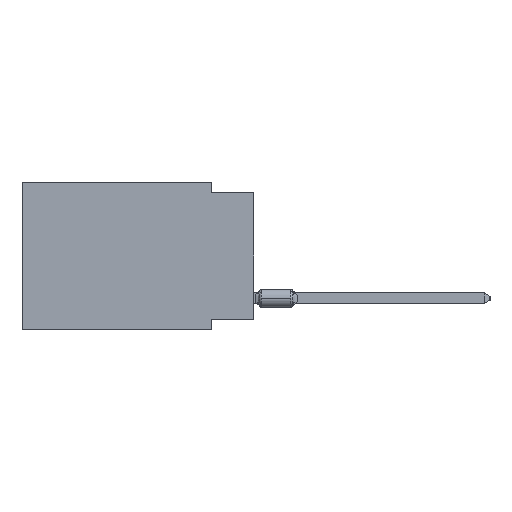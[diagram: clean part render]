
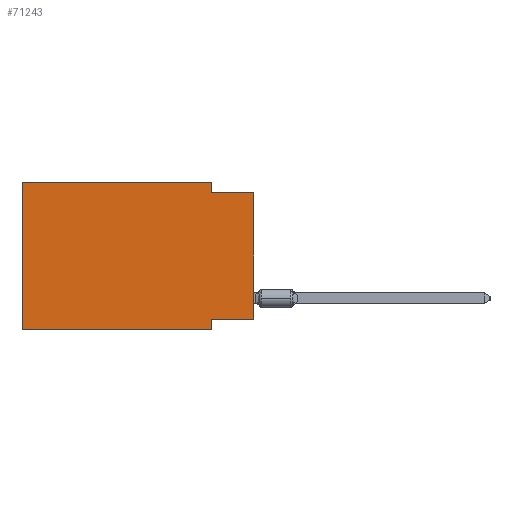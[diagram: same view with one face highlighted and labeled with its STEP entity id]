
A CAD part, left-side view. The second image highlights one B-rep face of the part: STEP entity #71243.
In plain terms, the highlighted planar face has unit normal (-1, 0, 0).
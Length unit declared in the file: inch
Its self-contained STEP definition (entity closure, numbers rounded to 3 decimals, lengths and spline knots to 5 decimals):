
#2984 = CARTESIAN_POINT ( 'NONE',  ( 0., 0.1, 0. ) ) ;
#3622 = VECTOR ( 'NONE', #77266, 39.37008 ) ;
#4529 = EDGE_CURVE ( 'NONE', #74462, #39417, #43693, .T. ) ;
#5923 = DIRECTION ( 'NONE',  ( 0., 1., 0. ) ) ;
#5952 = VECTOR ( 'NONE', #9598, 39.37008 ) ;
#7728 = VERTEX_POINT ( 'NONE', #40781 ) ;
#8394 = AXIS2_PLACEMENT_3D ( 'NONE', #85218, #26734, #69469 ) ;
#9598 = DIRECTION ( 'NONE',  ( 0., -1., 0. ) ) ;
#9945 = FACE_OUTER_BOUND ( 'NONE', #104033, .T. ) ;
#10548 = CARTESIAN_POINT ( 'NONE',  ( 0., 0., -0.025 ) ) ;
#13004 = CARTESIAN_POINT ( 'NONE',  ( 0., 0., -0.325 ) ) ;
#13476 = CARTESIAN_POINT ( 'NONE',  ( 0., 0.1, -0.325 ) ) ;
#13919 = EDGE_CURVE ( 'NONE', #82930, #27668, #27201, .T. ) ;
#14238 = VECTOR ( 'NONE', #5923, 39.37008 ) ;
#16360 = LINE ( 'NONE', #58044, #33042 ) ;
#19118 = DIRECTION ( 'NONE',  ( 0., 0., -1. ) ) ;
#19618 = EDGE_CURVE ( 'NONE', #37664, #99497, #90476, .T. ) ;
#22756 = CARTESIAN_POINT ( 'NONE',  ( 0., 0.55, 0. ) ) ;
#26734 = DIRECTION ( 'NONE',  ( 1., 0., 0. ) ) ;
#26971 = DIRECTION ( 'NONE',  ( 0., -1., 0. ) ) ;
#27146 = ORIENTED_EDGE ( 'NONE', *, *, #91236, .F. ) ;
#27201 = LINE ( 'NONE', #45015, #50632 ) ;
#27668 = VERTEX_POINT ( 'NONE', #10548 ) ;
#29646 = VERTEX_POINT ( 'NONE', #13476 ) ;
#33042 = VECTOR ( 'NONE', #91135, 39.37008 ) ;
#35046 = CARTESIAN_POINT ( 'NONE',  ( 0., 0.1, 0. ) ) ;
#37664 = VERTEX_POINT ( 'NONE', #77933 ) ;
#39417 = VERTEX_POINT ( 'NONE', #56522 ) ;
#40687 = VECTOR ( 'NONE', #19118, 39.37008 ) ;
#40761 = ORIENTED_EDGE ( 'NONE', *, *, #59759, .F. ) ;
#40781 = CARTESIAN_POINT ( 'NONE',  ( 0., 0.1, -0.35 ) ) ;
#43693 = LINE ( 'NONE', #35046, #3622 ) ;
#44261 = LINE ( 'NONE', #70241, #86047 ) ;
#45015 = CARTESIAN_POINT ( 'NONE',  ( 0., 0., 0. ) ) ;
#50632 = VECTOR ( 'NONE', #69941, 39.37008 ) ;
#52121 = CARTESIAN_POINT ( 'NONE',  ( 0., 0.55, 0. ) ) ;
#54260 = EDGE_CURVE ( 'NONE', #37664, #7728, #16360, .T. ) ;
#56522 = CARTESIAN_POINT ( 'NONE',  ( 0., 0.1, -0.025 ) ) ;
#58044 = CARTESIAN_POINT ( 'NONE',  ( 0., 0.55, -0.35 ) ) ;
#59750 = PLANE ( 'NONE',  #8394 ) ;
#59759 = EDGE_CURVE ( 'NONE', #39417, #27668, #81643, .T. ) ;
#61767 = ORIENTED_EDGE ( 'NONE', *, *, #100378, .F. ) ;
#65774 = ORIENTED_EDGE ( 'NONE', *, *, #54260, .T. ) ;
#69469 = DIRECTION ( 'NONE',  ( 0., 0., -1. ) ) ;
#69941 = DIRECTION ( 'NONE',  ( 0., 0., 1. ) ) ;
#70241 = CARTESIAN_POINT ( 'NONE',  ( 0., 0.55, 0. ) ) ;
#71243 = ADVANCED_FACE ( 'NONE', ( #9945 ), #59750, .F. ) ;
#73606 = ORIENTED_EDGE ( 'NONE', *, *, #13919, .T. ) ;
#74462 = VERTEX_POINT ( 'NONE', #2984 ) ;
#76706 = EDGE_CURVE ( 'NONE', #82930, #29646, #78018, .T. ) ;
#77266 = DIRECTION ( 'NONE',  ( 0., 0., -1. ) ) ;
#77933 = CARTESIAN_POINT ( 'NONE',  ( 0., 0.55, -0.35 ) ) ;
#78018 = LINE ( 'NONE', #13004, #14238 ) ;
#81643 = LINE ( 'NONE', #106601, #5952 ) ;
#82930 = VERTEX_POINT ( 'NONE', #90058 ) ;
#84279 = VECTOR ( 'NONE', #96996, 39.37008 ) ;
#85218 = CARTESIAN_POINT ( 'NONE',  ( 0., 0.55, 0. ) ) ;
#86047 = VECTOR ( 'NONE', #26971, 39.37008 ) ;
#87359 = ORIENTED_EDGE ( 'NONE', *, *, #76706, .F. ) ;
#90058 = CARTESIAN_POINT ( 'NONE',  ( 0., 0., -0.325 ) ) ;
#90476 = LINE ( 'NONE', #22756, #84279 ) ;
#91135 = DIRECTION ( 'NONE',  ( 0., -1., 0. ) ) ;
#91236 = EDGE_CURVE ( 'NONE', #29646, #7728, #93347, .T. ) ;
#93347 = LINE ( 'NONE', #100403, #40687 ) ;
#96604 = ORIENTED_EDGE ( 'NONE', *, *, #4529, .F. ) ;
#96996 = DIRECTION ( 'NONE',  ( 0., 0., 1. ) ) ;
#99497 = VERTEX_POINT ( 'NONE', #52121 ) ;
#100378 = EDGE_CURVE ( 'NONE', #99497, #74462, #44261, .T. ) ;
#100403 = CARTESIAN_POINT ( 'NONE',  ( 0., 0.1, -0.35 ) ) ;
#101996 = ORIENTED_EDGE ( 'NONE', *, *, #19618, .F. ) ;
#104033 = EDGE_LOOP ( 'NONE', ( #73606, #40761, #96604, #61767, #101996, #65774, #27146, #87359 ) ) ;
#106601 = CARTESIAN_POINT ( 'NONE',  ( 0., 0., -0.025 ) ) ;
